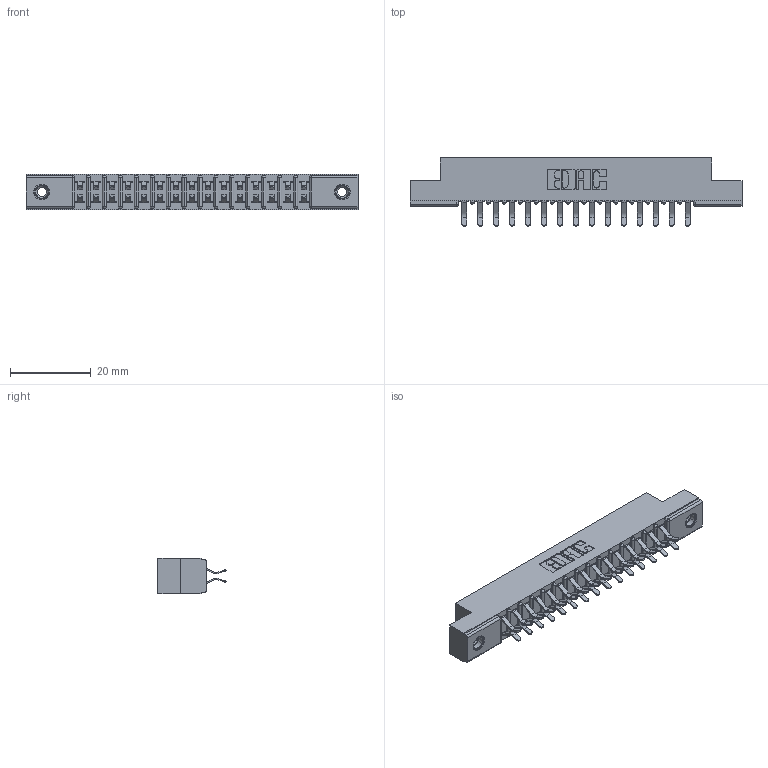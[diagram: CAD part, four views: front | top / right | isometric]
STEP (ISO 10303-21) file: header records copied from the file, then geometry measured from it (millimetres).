
FILE_DESCRIPTION (( 'STEP AP203' ), '1' );
FILE_NAME ('357-030-456-208.STEP', '2020-10-03T13:39:02', ( '' ), ( '' ), 'SwSTEP 2.0', 'SolidWorks 2020', '' );
FILE_SCHEMA (( 'CONFIG_CONTROL_DESIGN' ));
Length unit declared in the file: inch
Products named in the file (4): 357-030-456-208; 307 Part_.156 Dia Mounting Holes; 345-250-001_345-250-003-102; 307-290-001_556
Assembly tree (33 placements, depth 2):
  357-030-456-208
    307 Part_.156 Dia Mounting Holes
    307-290-001_556  x30
    345-250-001_345-250-003-102  x2
Bounding box: 82.45 x 16.97 x 8.71 mm (x, y, z)
Volume: 5381.8 mm3; surface area: 9132.2 mm2
Topology: 33 solids, 33 shells, 1694 faces, 4719 edges, 3054 vertices
Faces by surface type: plane 1092, cylinder 554, sphere 32, cone 12, torus 4
Entity records: 17957 total; most frequent: CARTESIAN_POINT 2930, ORIENTED_EDGE 2894, DIRECTION 2891, EDGE_CURVE 1447, LINE 1097, VECTOR 1097, VERTEX_POINT 936, AXIS2_PLACEMENT_3D 897
